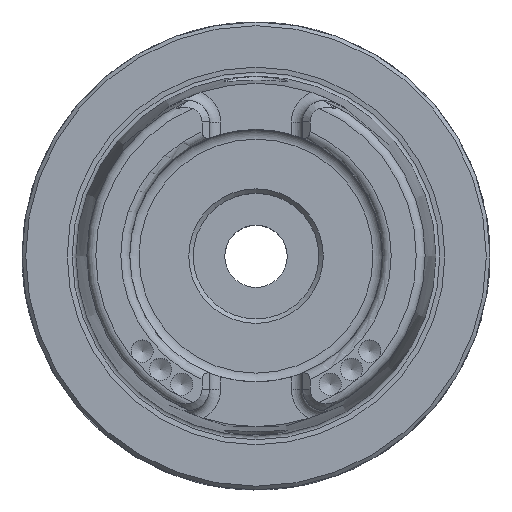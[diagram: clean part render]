
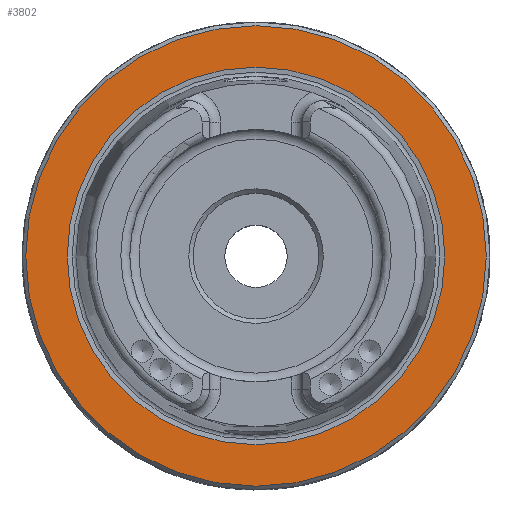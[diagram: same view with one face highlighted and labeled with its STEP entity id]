
A CAD part, top view. The second image highlights one B-rep face of the part: STEP entity #3802.
In plain terms, the highlighted planar face has unit normal (0, 0, 1).
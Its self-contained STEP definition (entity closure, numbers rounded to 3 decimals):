
#756=ORIENTED_EDGE('',*,*,#1261,.T.);
#757=ORIENTED_EDGE('',*,*,#1258,.F.);
#1258=EDGE_CURVE('',#1556,#1556,#1767,.T.);
#1261=EDGE_CURVE('',#1559,#1559,#1770,.T.);
#1556=VERTEX_POINT('',#5676);
#1559=VERTEX_POINT('',#5685);
#1767=CIRCLE('',#4070,25.418);
#1770=CIRCLE('',#4076,31.);
#1987=EDGE_LOOP('',(#756));
#1988=EDGE_LOOP('',(#757));
#2272=FACE_BOUND('',#1987,.T.);
#2273=FACE_BOUND('',#1988,.T.);
#2426=PLANE('',#4075);
#3802=ADVANCED_FACE('',(#2272,#2273),#2426,.T.);
#4070=AXIS2_PLACEMENT_3D('',#5675,#4623,#4624);
#4075=AXIS2_PLACEMENT_3D('',#5683,#4633,#4634);
#4076=AXIS2_PLACEMENT_3D('',#5684,#4635,#4636);
#4623=DIRECTION('',(0.,0.,1.));
#4624=DIRECTION('',(1.,0.,0.));
#4633=DIRECTION('',(0.,0.,1.));
#4634=DIRECTION('',(1.,0.,0.));
#4635=DIRECTION('',(0.,0.,1.));
#4636=DIRECTION('',(1.,0.,0.));
#5675=CARTESIAN_POINT('',(0.,0.,0.));
#5676=CARTESIAN_POINT('',(25.418,0.,0.));
#5683=CARTESIAN_POINT('',(31.,0.,0.));
#5684=CARTESIAN_POINT('',(0.,0.,0.));
#5685=CARTESIAN_POINT('',(31.,0.,0.));
